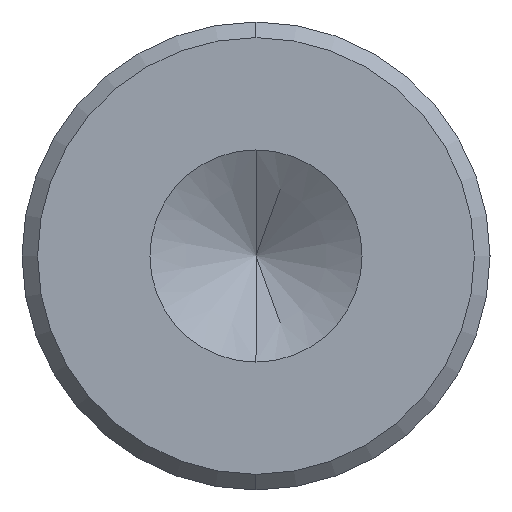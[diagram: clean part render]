
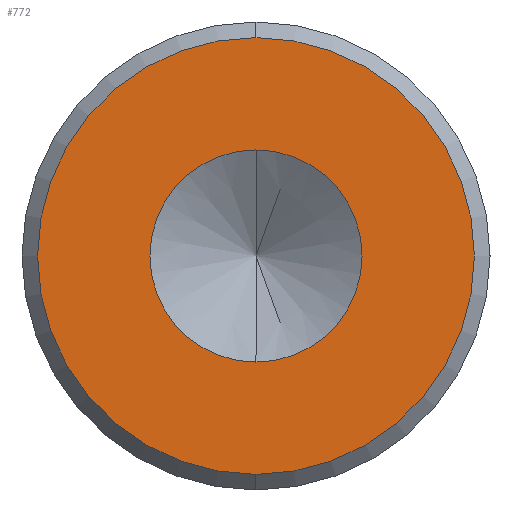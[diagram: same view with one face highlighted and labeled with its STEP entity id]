
A CAD part, left-side view. The second image highlights one B-rep face of the part: STEP entity #772.
In plain terms, the highlighted planar face has unit normal (-1, 0, 0).
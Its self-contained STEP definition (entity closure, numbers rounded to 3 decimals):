
#1 = PLANE ( 'NONE',  #51 ) ;
#13 = AXIS2_PLACEMENT_3D ( 'NONE', #420, #353, #598 ) ;
#51 = AXIS2_PLACEMENT_3D ( 'NONE', #182, #676, #494 ) ;
#82 = EDGE_LOOP ( 'NONE', ( #705, #124 ) ) ;
#103 = CIRCLE ( 'NONE', #597, 7. ) ;
#104 = ORIENTED_EDGE ( 'NONE', *, *, #417, .T. ) ;
#108 = VERTEX_POINT ( 'NONE', #728 ) ;
#110 = DIRECTION ( 'NONE',  ( 0., 0., -1. ) ) ;
#124 = ORIENTED_EDGE ( 'NONE', *, *, #512, .F. ) ;
#146 = VERTEX_POINT ( 'NONE', #664 ) ;
#160 = CARTESIAN_POINT ( 'NONE',  ( -20., 0., 7. ) ) ;
#180 = AXIS2_PLACEMENT_3D ( 'NONE', #221, #711, #696 ) ;
#182 = CARTESIAN_POINT ( 'NONE',  ( -20., 0., 0. ) ) ;
#196 = DIRECTION ( 'NONE',  ( -1., 0., 0. ) ) ;
#221 = CARTESIAN_POINT ( 'NONE',  ( -20., 0., 0. ) ) ;
#255 = EDGE_LOOP ( 'NONE', ( #104, #502 ) ) ;
#317 = CARTESIAN_POINT ( 'NONE',  ( -20., 0., -7. ) ) ;
#327 = CIRCLE ( 'NONE', #180, 3.4 ) ;
#353 = DIRECTION ( 'NONE',  ( -1., 0., 0. ) ) ;
#367 = FACE_BOUND ( 'NONE', #82, .T. ) ;
#375 = DIRECTION ( 'NONE',  ( 0., 0., -1. ) ) ;
#417 = EDGE_CURVE ( 'NONE', #776, #515, #103, .T. ) ;
#420 = CARTESIAN_POINT ( 'NONE',  ( -20., 0., 0. ) ) ;
#471 = CARTESIAN_POINT ( 'NONE',  ( -20., 0., 0. ) ) ;
#494 = DIRECTION ( 'NONE',  ( 0., 0., -1. ) ) ;
#502 = ORIENTED_EDGE ( 'NONE', *, *, #662, .T. ) ;
#512 = EDGE_CURVE ( 'NONE', #108, #146, #327, .T. ) ;
#515 = VERTEX_POINT ( 'NONE', #160 ) ;
#584 = CIRCLE ( 'NONE', #774, 7. ) ;
#597 = AXIS2_PLACEMENT_3D ( 'NONE', #678, #196, #375 ) ;
#598 = DIRECTION ( 'NONE',  ( 0., 0., 1. ) ) ;
#651 = DIRECTION ( 'NONE',  ( -1., 0., 0. ) ) ;
#662 = EDGE_CURVE ( 'NONE', #515, #776, #584, .T. ) ;
#664 = CARTESIAN_POINT ( 'NONE',  ( -20., 0., 3.4 ) ) ;
#665 = FACE_OUTER_BOUND ( 'NONE', #255, .T. ) ;
#676 = DIRECTION ( 'NONE',  ( 1., 0., 0. ) ) ;
#678 = CARTESIAN_POINT ( 'NONE',  ( -20., 0., 0. ) ) ;
#696 = DIRECTION ( 'NONE',  ( 0., 0., 1. ) ) ;
#698 = EDGE_CURVE ( 'NONE', #146, #108, #785, .T. ) ;
#705 = ORIENTED_EDGE ( 'NONE', *, *, #698, .F. ) ;
#711 = DIRECTION ( 'NONE',  ( -1., 0., 0. ) ) ;
#728 = CARTESIAN_POINT ( 'NONE',  ( -20., 0., -3.4 ) ) ;
#772 = ADVANCED_FACE ( 'NONE', ( #367, #665 ), #1, .F. ) ;
#774 = AXIS2_PLACEMENT_3D ( 'NONE', #471, #651, #110 ) ;
#776 = VERTEX_POINT ( 'NONE', #317 ) ;
#785 = CIRCLE ( 'NONE', #13, 3.4 ) ;
